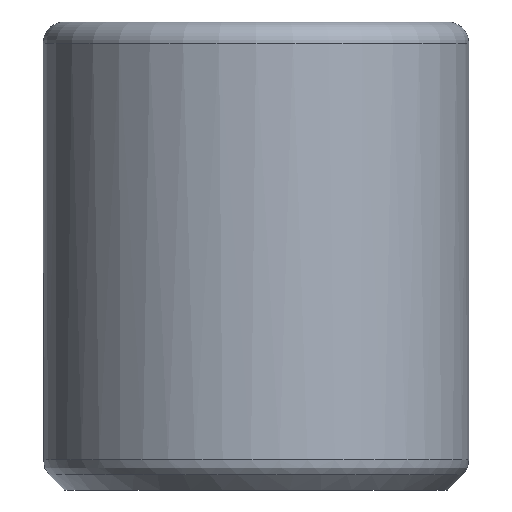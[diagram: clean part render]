
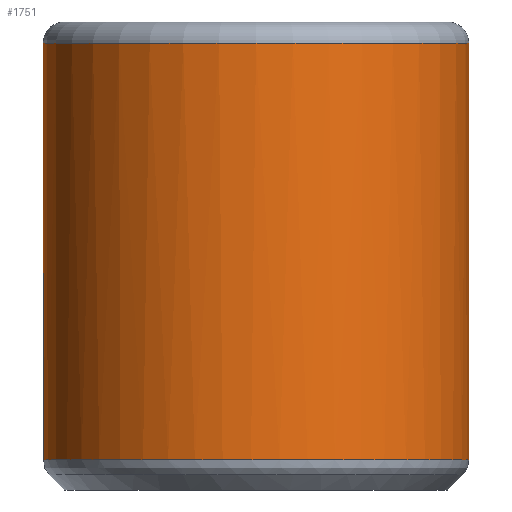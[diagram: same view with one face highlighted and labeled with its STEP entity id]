
A CAD part, front view. The second image highlights one B-rep face of the part: STEP entity #1751.
In plain terms, the highlighted cylindrical face has radius 10 mm (diameter 20 mm), a full revolution.
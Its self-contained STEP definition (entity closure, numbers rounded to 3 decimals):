
#648 = ( BOUNDED_SURFACE() B_SPLINE_SURFACE(2,14,(
    (#649,#650,#651,#652,#653,#654,#655,#656,#657,#658,#659,#660,#661
      ,#662,#663)
    ,(#664,#665,#666,#667,#668,#669,#670,#671,#672,#673,#674,#675,#676
      ,#677,#678)
    ,(#679,#680,#681,#682,#683,#684,#685,#686,#687,#688,#689,#690,#691
      ,#692,#693
)),.UNSPECIFIED.,.F.,.T.,.F.) B_SPLINE_SURFACE_WITH_KNOTS((3,3),(15,15),
  (0.,62.832),(0.,62.832),
.PIECEWISE_BEZIER_KNOTS.) GEOMETRIC_REPRESENTATION_ITEM() 
RATIONAL_B_SPLINE_SURFACE((
    (1.,1.,1.,1.,1.,1.,1.,1.,1.
      ,1.,1.,1.,1.,1.,1.)
    ,(0.924,0.924,0.924,0.924
      ,0.924,0.924,0.924,0.924
      ,0.924,0.924,0.924,0.924
      ,0.924,0.924,0.924)
    ,(1.,1.,1.,1.,1.,1.,1.,1.,1.
      ,1.,1.,1.,1.,1.,1.
))) REPRESENTATION_ITEM('') SURFACE() );
#649 = CARTESIAN_POINT('',(10.,0.,1.414));
#650 = CARTESIAN_POINT('',(10.,4.423,1.414
    ));
#651 = CARTESIAN_POINT('',(7.894,8.94,1.414)
  );
#652 = CARTESIAN_POINT('',(3.532,12.374,1.414
    ));
#653 = CARTESIAN_POINT('',(-2.417,13.503,
    1.414));
#654 = CARTESIAN_POINT('',(-8.579,11.269,
    1.414));
#655 = CARTESIAN_POINT('',(-12.713,6.844,1.414)
  );
#656 = CARTESIAN_POINT('',(-15.328,0.,
    1.414));
#657 = CARTESIAN_POINT('',(-12.713,-6.844,1.414
    ));
#658 = CARTESIAN_POINT('',(-8.579,-11.269,
    1.414));
#659 = CARTESIAN_POINT('',(-2.417,-13.503,
    1.414));
#660 = CARTESIAN_POINT('',(3.532,-12.374,1.414)
  );
#661 = CARTESIAN_POINT('',(7.894,-8.94,1.414)
  );
#662 = CARTESIAN_POINT('',(10.,-4.423,
    1.414));
#663 = CARTESIAN_POINT('',(10.,0.,1.414));
#664 = CARTESIAN_POINT('',(10.,0.,1.));
#665 = CARTESIAN_POINT('',(10.,4.423,1.));
#666 = CARTESIAN_POINT('',(7.894,8.94,1.));
#667 = CARTESIAN_POINT('',(3.532,12.374,1.)
  );
#668 = CARTESIAN_POINT('',(-2.417,13.503,
    1.));
#669 = CARTESIAN_POINT('',(-8.579,11.269,1.
    ));
#670 = CARTESIAN_POINT('',(-12.713,6.844,1.
    ));
#671 = CARTESIAN_POINT('',(-15.328,0.,
    1.));
#672 = CARTESIAN_POINT('',(-12.713,-6.844,
    1.));
#673 = CARTESIAN_POINT('',(-8.579,-11.269,
    1.));
#674 = CARTESIAN_POINT('',(-2.417,-13.503,
    1.));
#675 = CARTESIAN_POINT('',(3.532,-12.374,1.));
#676 = CARTESIAN_POINT('',(7.894,-8.94,1.));
#677 = CARTESIAN_POINT('',(10.,-4.423,1.));
#678 = CARTESIAN_POINT('',(10.,0.,1.));
#679 = CARTESIAN_POINT('',(9.707,0.,0.707));
#680 = CARTESIAN_POINT('',(9.707,4.294,0.707)
  );
#681 = CARTESIAN_POINT('',(7.662,8.678,0.707)
  );
#682 = CARTESIAN_POINT('',(3.429,12.012,0.707
    ));
#683 = CARTESIAN_POINT('',(-2.346,13.108,
    0.707));
#684 = CARTESIAN_POINT('',(-8.328,10.939,0.707
    ));
#685 = CARTESIAN_POINT('',(-12.341,6.644,0.707)
  );
#686 = CARTESIAN_POINT('',(-14.879,0.,
    0.707));
#687 = CARTESIAN_POINT('',(-12.341,-6.644,
    0.707));
#688 = CARTESIAN_POINT('',(-8.328,-10.939,0.707)
  );
#689 = CARTESIAN_POINT('',(-2.346,-13.108,
    0.707));
#690 = CARTESIAN_POINT('',(3.429,-12.012,0.707
    ));
#691 = CARTESIAN_POINT('',(7.662,-8.678,0.707
    ));
#692 = CARTESIAN_POINT('',(9.707,-4.294,0.707
    ));
#693 = CARTESIAN_POINT('',(9.707,0.,
    0.707));
#1527 = VERTEX_POINT('',#1528);
#1528 = CARTESIAN_POINT('',(10.,0.,1.414));
#1549 = EDGE_CURVE('',#1527,#1527,#1550,.T.);
#1550 = SURFACE_CURVE('',#1551,(#1567,#1574),.PCURVE_S1.);
#1551 = ( BOUNDED_CURVE() B_SPLINE_CURVE(14,(#1552,#1553,#1554,#1555,
    #1556,#1557,#1558,#1559,#1560,#1561,#1562,#1563,#1564,#1565,#1566),
.UNSPECIFIED.,.T.,.F.) B_SPLINE_CURVE_WITH_KNOTS((15,15),(
0.,62.832),.PIECEWISE_BEZIER_KNOTS.) CURVE() 
GEOMETRIC_REPRESENTATION_ITEM() RATIONAL_B_SPLINE_CURVE((1.,1.,1.,1.,1.,
    1.,1.,1.,1.,1.,
1.,1.,1.,1.,1.)) REPRESENTATION_ITEM('') );
#1552 = CARTESIAN_POINT('',(10.,0.,1.414));
#1553 = CARTESIAN_POINT('',(10.,4.423,
    1.414));
#1554 = CARTESIAN_POINT('',(7.894,8.94,1.414
    ));
#1555 = CARTESIAN_POINT('',(3.532,12.374,
    1.414));
#1556 = CARTESIAN_POINT('',(-2.417,13.503,
    1.414));
#1557 = CARTESIAN_POINT('',(-8.579,11.269,
    1.414));
#1558 = CARTESIAN_POINT('',(-12.713,6.844,1.414
    ));
#1559 = CARTESIAN_POINT('',(-15.328,0.,
    1.414));
#1560 = CARTESIAN_POINT('',(-12.713,-6.844,
    1.414));
#1561 = CARTESIAN_POINT('',(-8.579,-11.269,
    1.414));
#1562 = CARTESIAN_POINT('',(-2.417,-13.503,
    1.414));
#1563 = CARTESIAN_POINT('',(3.532,-12.374,1.414
    ));
#1564 = CARTESIAN_POINT('',(7.894,-8.94,1.414
    ));
#1565 = CARTESIAN_POINT('',(10.,-4.423,
    1.414));
#1566 = CARTESIAN_POINT('',(10.,0.,1.414));
#1567 = PCURVE('',#648,#1568);
#1568 = DEFINITIONAL_REPRESENTATION('',(#1569),#1573);
#1569 = LINE('',#1570,#1571);
#1570 = CARTESIAN_POINT('',(0.,0.));
#1571 = VECTOR('',#1572,1.);
#1572 = DIRECTION('',(0.,1.));
#1573 = ( GEOMETRIC_REPRESENTATION_CONTEXT(2) 
PARAMETRIC_REPRESENTATION_CONTEXT() REPRESENTATION_CONTEXT('2D SPACE',''
  ) );
#1574 = PCURVE('',#1575,#1580);
#1575 = CYLINDRICAL_SURFACE('',#1576,10.);
#1576 = AXIS2_PLACEMENT_3D('',#1577,#1578,#1579);
#1577 = CARTESIAN_POINT('',(0.,0.,0.));
#1578 = DIRECTION('',(-0.,-0.,-1.));
#1579 = DIRECTION('',(1.,0.,0.));
#1580 = DEFINITIONAL_REPRESENTATION('',(#1581),#1602);
#1581 = B_SPLINE_CURVE_WITH_KNOTS('',10,(#1582,#1583,#1584,#1585,#1586,
    #1587,#1588,#1589,#1590,#1591,#1592,#1593,#1594,#1595,#1596,#1597,
    #1598,#1599,#1600,#1601),.UNSPECIFIED.,.F.,.F.,(11,9,11),(
    0.,31.416,62.832),.UNSPECIFIED.);
#1582 = CARTESIAN_POINT('',(0.,-1.414));
#1583 = CARTESIAN_POINT('',(-0.31,-1.414));
#1584 = CARTESIAN_POINT('',(-0.624,-1.414));
#1585 = CARTESIAN_POINT('',(-0.94,-1.414));
#1586 = CARTESIAN_POINT('',(-1.256,-1.414));
#1587 = CARTESIAN_POINT('',(-1.57,-1.414));
#1588 = CARTESIAN_POINT('',(-1.885,-1.414));
#1589 = CARTESIAN_POINT('',(-2.199,-1.414));
#1590 = CARTESIAN_POINT('',(-2.513,-1.414));
#1591 = CARTESIAN_POINT('',(-2.827,-1.414));
#1592 = CARTESIAN_POINT('',(-3.456,-1.414));
#1593 = CARTESIAN_POINT('',(-3.77,-1.414));
#1594 = CARTESIAN_POINT('',(-4.084,-1.414));
#1595 = CARTESIAN_POINT('',(-4.398,-1.414));
#1596 = CARTESIAN_POINT('',(-4.713,-1.414));
#1597 = CARTESIAN_POINT('',(-5.027,-1.414));
#1598 = CARTESIAN_POINT('',(-5.343,-1.414));
#1599 = CARTESIAN_POINT('',(-5.659,-1.414));
#1600 = CARTESIAN_POINT('',(-5.974,-1.414));
#1601 = CARTESIAN_POINT('',(-6.283,-1.414));
#1602 = ( GEOMETRIC_REPRESENTATION_CONTEXT(2) 
PARAMETRIC_REPRESENTATION_CONTEXT() REPRESENTATION_CONTEXT('2D SPACE',''
  ) );
#1751 = ADVANCED_FACE('',(#1752),#1575,.T.);
#1752 = FACE_BOUND('',#1753,.F.);
#1753 = EDGE_LOOP('',(#1754,#1777,#1804,#1805));
#1754 = ORIENTED_EDGE('',*,*,#1755,.T.);
#1755 = EDGE_CURVE('',#1527,#1756,#1758,.T.);
#1756 = VERTEX_POINT('',#1757);
#1757 = CARTESIAN_POINT('',(10.,0.,21.));
#1758 = SEAM_CURVE('',#1759,(#1763,#1770),.PCURVE_S1.);
#1759 = LINE('',#1760,#1761);
#1760 = CARTESIAN_POINT('',(10.,0.,0.));
#1761 = VECTOR('',#1762,1.);
#1762 = DIRECTION('',(0.,0.,1.));
#1763 = PCURVE('',#1575,#1764);
#1764 = DEFINITIONAL_REPRESENTATION('',(#1765),#1769);
#1765 = LINE('',#1766,#1767);
#1766 = CARTESIAN_POINT('',(-0.,0.));
#1767 = VECTOR('',#1768,1.);
#1768 = DIRECTION('',(-0.,-1.));
#1769 = ( GEOMETRIC_REPRESENTATION_CONTEXT(2) 
PARAMETRIC_REPRESENTATION_CONTEXT() REPRESENTATION_CONTEXT('2D SPACE',''
  ) );
#1770 = PCURVE('',#1575,#1771);
#1771 = DEFINITIONAL_REPRESENTATION('',(#1772),#1776);
#1772 = LINE('',#1773,#1774);
#1773 = CARTESIAN_POINT('',(-6.283,0.));
#1774 = VECTOR('',#1775,1.);
#1775 = DIRECTION('',(-0.,-1.));
#1776 = ( GEOMETRIC_REPRESENTATION_CONTEXT(2) 
PARAMETRIC_REPRESENTATION_CONTEXT() REPRESENTATION_CONTEXT('2D SPACE',''
  ) );
#1777 = ORIENTED_EDGE('',*,*,#1778,.T.);
#1778 = EDGE_CURVE('',#1756,#1756,#1779,.T.);
#1779 = SURFACE_CURVE('',#1780,(#1785,#1792),.PCURVE_S1.);
#1780 = CIRCLE('',#1781,10.);
#1781 = AXIS2_PLACEMENT_3D('',#1782,#1783,#1784);
#1782 = CARTESIAN_POINT('',(0.,0.,21.));
#1783 = DIRECTION('',(0.,0.,1.));
#1784 = DIRECTION('',(1.,0.,-0.));
#1785 = PCURVE('',#1575,#1786);
#1786 = DEFINITIONAL_REPRESENTATION('',(#1787),#1791);
#1787 = LINE('',#1788,#1789);
#1788 = CARTESIAN_POINT('',(-0.,-21.));
#1789 = VECTOR('',#1790,1.);
#1790 = DIRECTION('',(-1.,0.));
#1791 = ( GEOMETRIC_REPRESENTATION_CONTEXT(2) 
PARAMETRIC_REPRESENTATION_CONTEXT() REPRESENTATION_CONTEXT('2D SPACE',''
  ) );
#1792 = PCURVE('',#1793,#1798);
#1793 = TOROIDAL_SURFACE('',#1794,9.,1.);
#1794 = AXIS2_PLACEMENT_3D('',#1795,#1796,#1797);
#1795 = CARTESIAN_POINT('',(0.,0.,21.));
#1796 = DIRECTION('',(0.,0.,1.));
#1797 = DIRECTION('',(1.,0.,-0.));
#1798 = DEFINITIONAL_REPRESENTATION('',(#1799),#1803);
#1799 = LINE('',#1800,#1801);
#1800 = CARTESIAN_POINT('',(0.,0.));
#1801 = VECTOR('',#1802,1.);
#1802 = DIRECTION('',(1.,0.));
#1803 = ( GEOMETRIC_REPRESENTATION_CONTEXT(2) 
PARAMETRIC_REPRESENTATION_CONTEXT() REPRESENTATION_CONTEXT('2D SPACE',''
  ) );
#1804 = ORIENTED_EDGE('',*,*,#1755,.F.);
#1805 = ORIENTED_EDGE('',*,*,#1549,.F.);
